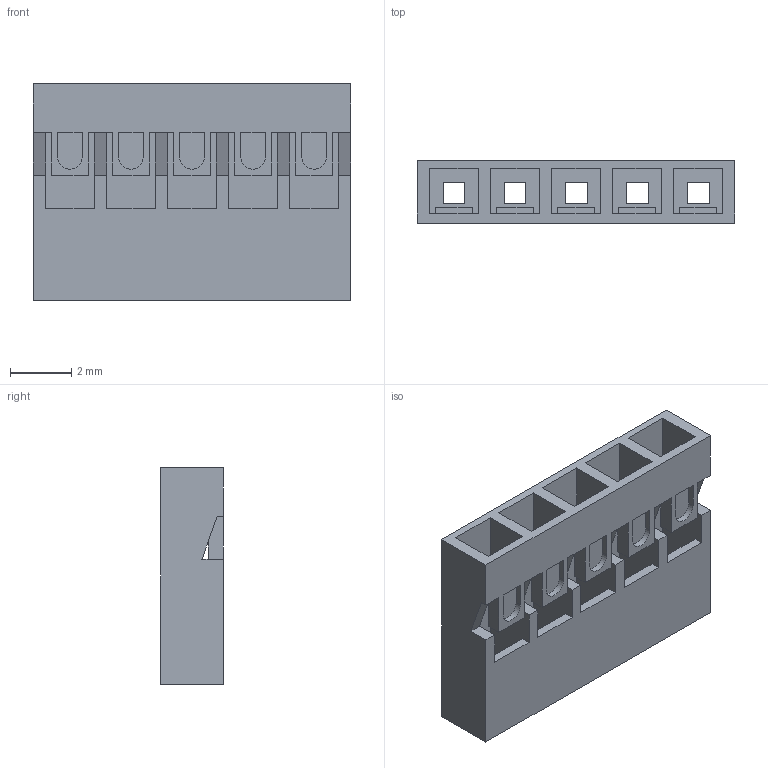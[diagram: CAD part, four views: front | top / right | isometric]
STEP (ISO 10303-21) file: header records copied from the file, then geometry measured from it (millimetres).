
FILE_DESCRIPTION(('FreeCAD Model'),'2;1');
FILE_NAME('518-05-1.step', '2018-02-13T09:02:28',('Author'),(''), 'Open CASCADE STEP processor 6.8','FreeCAD','Unknown');
FILE_SCHEMA(('AUTOMOTIVE_DESIGN_CC2 { 1 2 10303 214 -1 1 5 4 }'));
Length unit declared in the file: millimetre
Products named in the file (2): ASSEMBLY; Pocket
Assembly tree (1 placements, depth 2):
  ASSEMBLY
    Pocket
Bounding box: 10.4 x 2.05 x 7.1 mm (x, y, z)
Volume: 65.2 mm3; surface area: 421.1 mm2
Topology: 1 solids, 1 shells, 150 faces, 444 edges, 296 vertices
Faces by surface type: plane 145, cylinder 5
Entity records: 11491 total; most frequent: CARTESIAN_POINT 2628, DIRECTION 1598, LINE 1254, VECTOR 1254, ORIENTED_EDGE 888, PCURVE 888, DEFINITIONAL_REPRESENTATION 888, EDGE_CURVE 444
